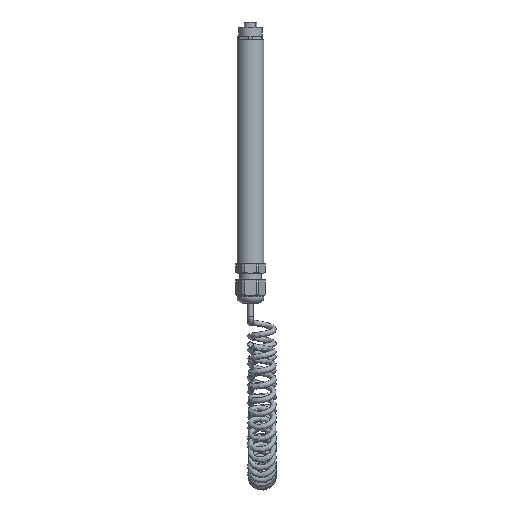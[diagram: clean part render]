
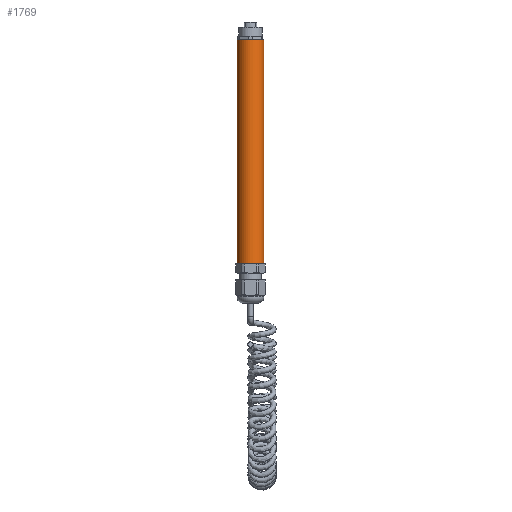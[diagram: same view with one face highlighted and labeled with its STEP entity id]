
A CAD part, left-side view. The second image highlights one B-rep face of the part: STEP entity #1769.
In plain terms, the highlighted cylindrical face has radius 7.5 mm (diameter 15 mm), a full revolution.
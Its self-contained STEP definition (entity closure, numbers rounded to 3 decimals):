
#219=LINE('',#10181,#335);
#335=VECTOR('',#2433,7.5);
#423=CYLINDRICAL_SURFACE('',#2003,7.5);
#507=FACE_OUTER_BOUND('',#631,.T.);
#631=EDGE_LOOP('',(#1498,#1499,#1500,#1501));
#762=CIRCLE('',#1999,7.5);
#765=CIRCLE('',#2004,7.5);
#887=VERTEX_POINT('',#10171);
#890=VERTEX_POINT('',#10180);
#1100=EDGE_CURVE('',#887,#887,#762,.T.);
#1104=EDGE_CURVE('',#887,#890,#219,.T.);
#1105=EDGE_CURVE('',#890,#890,#765,.T.);
#1498=ORIENTED_EDGE('',*,*,#1100,.F.);
#1499=ORIENTED_EDGE('',*,*,#1104,.T.);
#1500=ORIENTED_EDGE('',*,*,#1105,.T.);
#1501=ORIENTED_EDGE('',*,*,#1104,.F.);
#1769=ADVANCED_FACE('',(#507),#423,.T.);
#1999=AXIS2_PLACEMENT_3D('',#10172,#2422,#2423);
#2003=AXIS2_PLACEMENT_3D('',#10179,#2431,#2432);
#2004=AXIS2_PLACEMENT_3D('',#10182,#2434,#2435);
#2422=DIRECTION('center_axis',(0.,0.,1.));
#2423=DIRECTION('ref_axis',(1.,0.,0.));
#2431=DIRECTION('center_axis',(0.,0.,1.));
#2432=DIRECTION('ref_axis',(1.,0.,0.));
#2433=DIRECTION('',(0.,0.,-1.));
#2434=DIRECTION('center_axis',(0.,0.,1.));
#2435=DIRECTION('ref_axis',(1.,0.,0.));
#10171=CARTESIAN_POINT('',(-7.5,0.,125.));
#10172=CARTESIAN_POINT('Origin',(0.,0.,125.));
#10179=CARTESIAN_POINT('Origin',(0.,0.,0.));
#10180=CARTESIAN_POINT('',(-7.5,0.,0.));
#10181=CARTESIAN_POINT('',(-7.5,0.,0.));
#10182=CARTESIAN_POINT('Origin',(0.,0.,0.));
